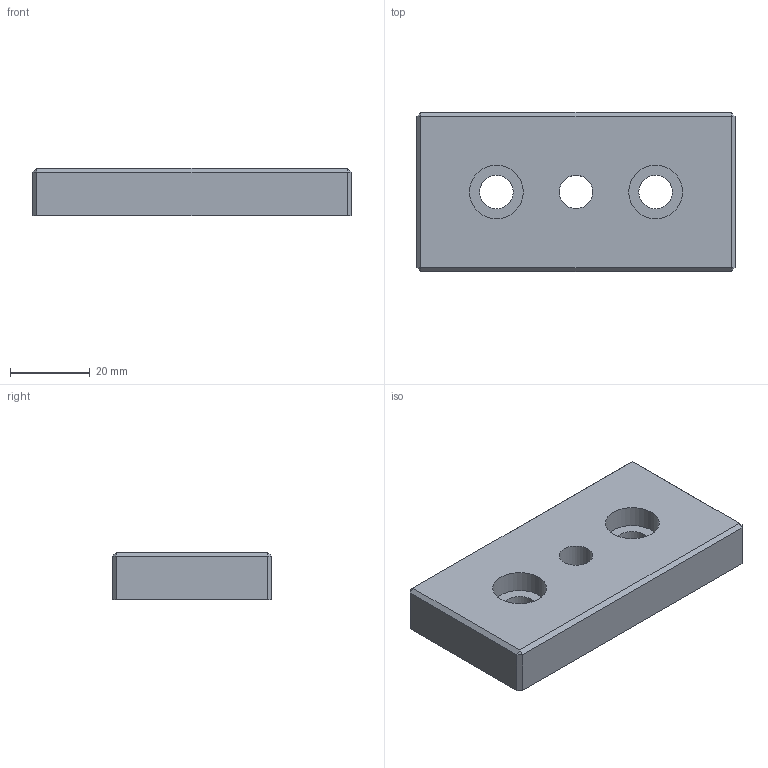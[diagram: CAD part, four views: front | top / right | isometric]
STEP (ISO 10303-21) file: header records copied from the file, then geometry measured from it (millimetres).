
FILE_DESCRIPTION(/* description */ (''),/* implementation_level */ '2;1');
FILE_NAME(/* name */ '524080.10.stp',/* time_stamp */ '2019-08-10T08:49:47+02:00',/* author */ (''),/* organization */ ('Alutec K&K'),/* preprocessor_version */ 'ST-DEVELOPER v17',/* originating_system */ 'Autodesk Inventor 2018',/* authorisation */ '');
FILE_SCHEMA (('AUTOMOTIVE_DESIGN { 1 0 10303 214 3 1 1 }'));
Length unit declared in the file: millimetre
Products named in the file (1): 524080.10
Bounding box: 80 x 40 x 12 mm (x, y, z)
Volume: 35302.5 mm3; surface area: 9901.3 mm2
Topology: 1 solids, 1 shells, 25 faces, 56 edges, 35 vertices
Faces by surface type: plane 20, cylinder 5
Full cylindrical faces by diameter (mm): 8.376 x1, 8.4 x2, 13.5 x2
Entity records: 747 total; most frequent: DIRECTION 123, CARTESIAN_POINT 117, ORIENTED_EDGE 112, EDGE_CURVE 56, LINE 41, VECTOR 41, AXIS2_PLACEMENT_3D 41, VERTEX_POINT 35
